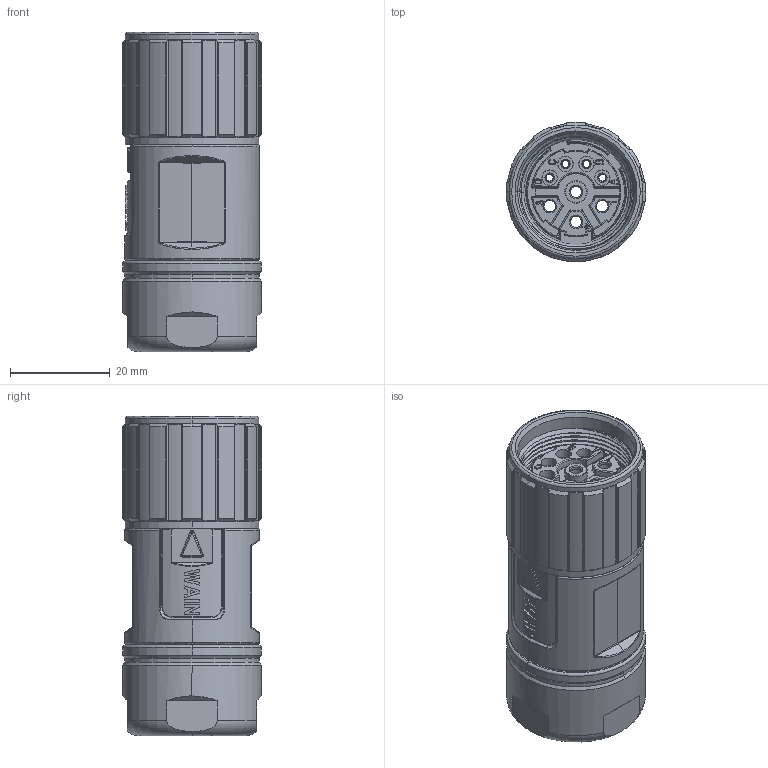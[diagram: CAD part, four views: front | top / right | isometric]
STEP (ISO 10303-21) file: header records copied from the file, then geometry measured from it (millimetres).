
FILE_DESCRIPTION((''),'2;1');
FILE_NAME('M23-FC04-T-D145-SH_SW0001','2017-08-10T',('hq.zhang'),(''),'PRO/ENGINEER BY PARAMETRIC TECHNOLOGY CORPORATION, 2012480','PRO/ENGINEER BY PARAMETRIC TECHNOLOGY CORPORATION, 2012480','');
FILE_SCHEMA(('AUTOMOTIVE_DESIGN { 1 0 10303 214 1 1 1 1 }'));
Products named in the file (1): M23-FC04-T-D145-SH_SW0001
Bounding box: 28 x 27.97 x 64 mm (x, y, z)
Volume: 22583.6 mm3; surface area: 30325.7 mm2
Topology: 1 solids, 1 shells, 2537 faces, 7015 edges, 4464 vertices
Faces by surface type: plane 756, cylinder 547, cone 464, bspline 391, torus 268, extrusion 68, sphere 43
Entity records: 115137 total; most frequent: CARTESIAN_POINT 54199, ORIENTED_EDGE 14030, DIRECTION 11196, EDGE_CURVE 7015, VERTEX_POINT 4464, AXIS2_PLACEMENT_3D 4397, EDGE_LOOP 2661, FACE_OUTER_BOUND 2537
